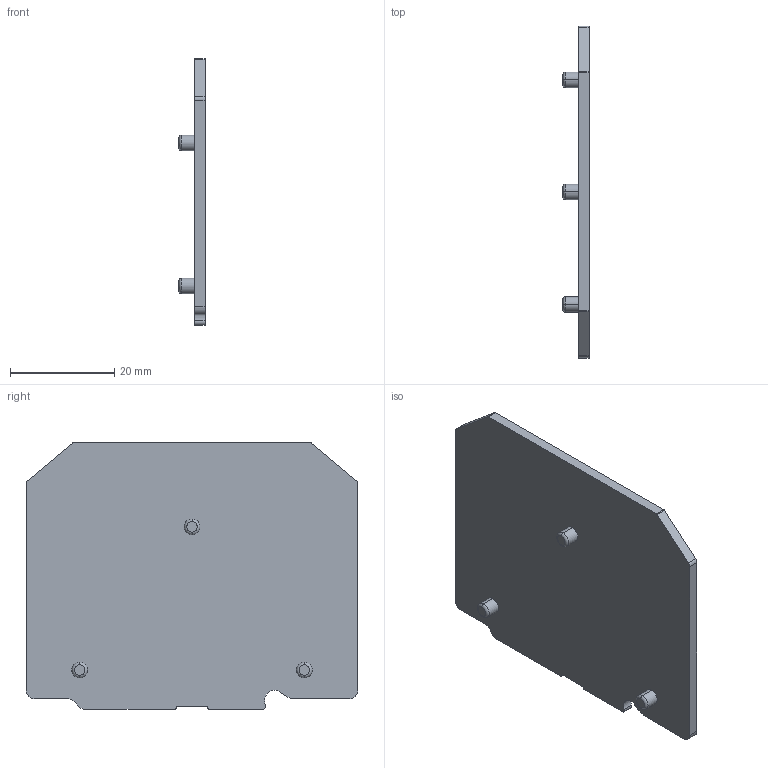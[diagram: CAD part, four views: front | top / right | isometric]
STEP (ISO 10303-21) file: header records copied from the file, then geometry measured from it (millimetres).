
FILE_DESCRIPTION(('CATIA V5 STEP Exchange','CAx-IF Rec.Pracs.--- Model Styling and Organization---1.4--- 2014-01-23'),'2;1');
FILE_NAME ('D1463456_0', '2020-07-22T11:26:58+00:00', ('none'), ('Weidmueller'), 'CATIA Version 5-6 Release 2016 SP3 HF44', 'CATIA V5 STEP AP214', 'none');
FILE_SCHEMA(('AUTOMOTIVE_DESIGN { 1 0 10303 214 1 1 1 1 }'));
Length unit declared in the file: millimetre
Products named in the file (1): 2615010000
Bounding box: 5 x 63.5 x 51 mm (x, y, z)
Volume: 6278.3 mm3; surface area: 6731.8 mm2
Topology: 1 solids, 1 shells, 46 faces, 123 edges, 82 vertices
Faces by surface type: cylinder 22, plane 18, torus 6
Entity records: 1514 total; most frequent: CARTESIAN_POINT 293, ORIENTED_EDGE 246, DIRECTION 211, EDGE_CURVE 123, AXIS2_PLACEMENT_3D 105, VERTEX_POINT 82, VECTOR 61, LINE 61
